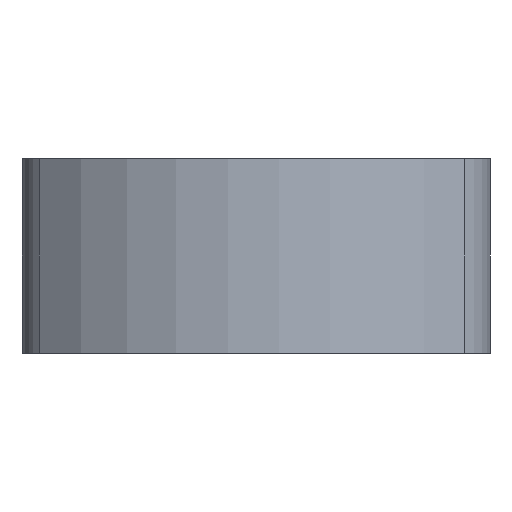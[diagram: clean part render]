
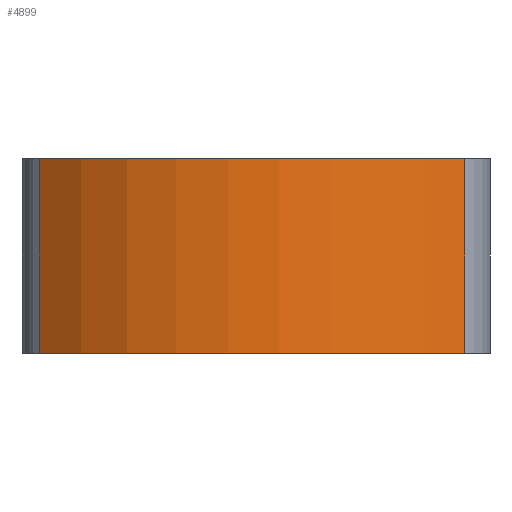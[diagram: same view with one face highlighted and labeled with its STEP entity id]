
A CAD part, left-side view. The second image highlights one B-rep face of the part: STEP entity #4899.
In plain terms, the highlighted cylindrical face has radius 32.142 mm (diameter 64.284 mm), a partial arc.
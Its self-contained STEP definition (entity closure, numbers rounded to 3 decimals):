
#54=CYLINDRICAL_SURFACE('',#5186,32.142);
#174=CIRCLE('',#5146,32.142);
#204=CIRCLE('',#5187,32.142);
#513=FACE_OUTER_BOUND('',#796,.T.);
#796=EDGE_LOOP('',(#3979,#3980,#3981,#3982));
#1103=LINE('',#8836,#1417);
#1104=LINE('',#8840,#1418);
#1417=VECTOR('',#5845,10.);
#1418=VECTOR('',#5850,10.);
#2098=VERTEX_POINT('',#8740);
#2099=VERTEX_POINT('',#8742);
#2135=VERTEX_POINT('',#8834);
#2136=VERTEX_POINT('',#8838);
#2743=EDGE_CURVE('',#2098,#2099,#174,.T.);
#2790=EDGE_CURVE('',#2135,#2098,#1103,.T.);
#2791=EDGE_CURVE('',#2135,#2136,#204,.T.);
#2792=EDGE_CURVE('',#2136,#2099,#1104,.T.);
#3979=ORIENTED_EDGE('',*,*,#2790,.F.);
#3980=ORIENTED_EDGE('',*,*,#2791,.T.);
#3981=ORIENTED_EDGE('',*,*,#2792,.T.);
#3982=ORIENTED_EDGE('',*,*,#2743,.F.);
#4899=ADVANCED_FACE('',(#513),#54,.T.);
#5146=AXIS2_PLACEMENT_3D('',#8743,#5748,#5749);
#5186=AXIS2_PLACEMENT_3D('',#8837,#5846,#5847);
#5187=AXIS2_PLACEMENT_3D('',#8839,#5848,#5849);
#5748=DIRECTION('center_axis',(0.,0.,1.));
#5749=DIRECTION('ref_axis',(-0.693,0.721,0.));
#5845=DIRECTION('',(0.,0.,1.));
#5846=DIRECTION('center_axis',(0.,0.,1.));
#5847=DIRECTION('ref_axis',(-0.693,0.721,0.));
#5848=DIRECTION('center_axis',(0.,0.,1.));
#5849=DIRECTION('ref_axis',(-0.693,0.721,0.));
#5850=DIRECTION('',(0.,0.,1.));
#8740=CARTESIAN_POINT('',(-100.531,19.851,20.));
#8742=CARTESIAN_POINT('',(-99.732,-23.805,20.));
#8743=CARTESIAN_POINT('Origin',(-76.545,-1.545,20.));
#8834=CARTESIAN_POINT('',(-100.531,19.851,0.));
#8836=CARTESIAN_POINT('',(-100.531,19.851,0.));
#8837=CARTESIAN_POINT('Origin',(-76.545,-1.545,0.));
#8838=CARTESIAN_POINT('',(-99.732,-23.805,0.));
#8839=CARTESIAN_POINT('Origin',(-76.545,-1.545,0.));
#8840=CARTESIAN_POINT('',(-99.732,-23.805,0.));
